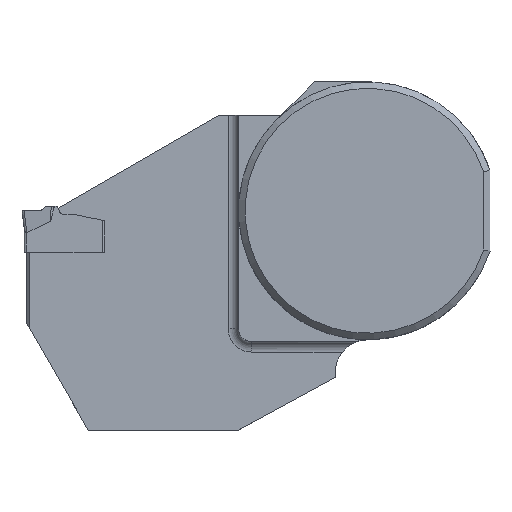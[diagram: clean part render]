
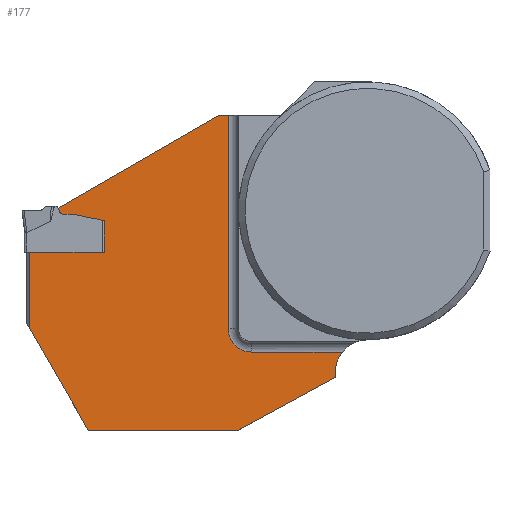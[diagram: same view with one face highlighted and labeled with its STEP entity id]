
A CAD part, top view. The second image highlights one B-rep face of the part: STEP entity #177.
In plain terms, the highlighted planar face has unit normal (0, 0, 1).
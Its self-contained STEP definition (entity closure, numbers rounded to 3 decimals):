
#177=ADVANCED_FACE('SF1',(#289),#228,.T.);
#228=PLANE('',#1486);
#289=FACE_OUTER_BOUND('',#356,.T.);
#356=EDGE_LOOP('',(#683,#684,#685,#686,#687,#688,#689,#690,#691,#692,#693,
#694,#695,#696,#697,#698,#699));
#391=CIRCLE('',#1465,5.);
#395=CIRCLE('',#1483,0.5);
#396=CIRCLE('',#1484,0.999);
#397=CIRCLE('',#1485,3.6);
#683=ORIENTED_EDGE('',*,*,#1054,.F.);
#684=ORIENTED_EDGE('',*,*,#1055,.F.);
#685=ORIENTED_EDGE('',*,*,#1056,.F.);
#686=ORIENTED_EDGE('',*,*,#1057,.F.);
#687=ORIENTED_EDGE('',*,*,#1058,.F.);
#688=ORIENTED_EDGE('',*,*,#1059,.F.);
#689=ORIENTED_EDGE('',*,*,#1060,.F.);
#690=ORIENTED_EDGE('',*,*,#1053,.T.);
#691=ORIENTED_EDGE('',*,*,#1005,.T.);
#692=ORIENTED_EDGE('',*,*,#1019,.T.);
#693=ORIENTED_EDGE('',*,*,#1011,.T.);
#694=ORIENTED_EDGE('',*,*,#1016,.T.);
#695=ORIENTED_EDGE('',*,*,#1042,.T.);
#696=ORIENTED_EDGE('',*,*,#1061,.T.);
#697=ORIENTED_EDGE('',*,*,#1062,.T.);
#698=ORIENTED_EDGE('',*,*,#1028,.T.);
#699=ORIENTED_EDGE('',*,*,#1063,.F.);
#856=VERTEX_POINT('',#2241);
#857=VERTEX_POINT('',#2243);
#862=VERTEX_POINT('',#2254);
#863=VERTEX_POINT('',#2256);
#866=VERTEX_POINT('',#2279);
#873=VERTEX_POINT('',#2301);
#874=VERTEX_POINT('',#2303);
#879=VERTEX_POINT('',#2333);
#885=VERTEX_POINT('',#2354);
#886=VERTEX_POINT('',#2358);
#887=VERTEX_POINT('',#2359);
#888=VERTEX_POINT('',#2361);
#889=VERTEX_POINT('',#2363);
#890=VERTEX_POINT('',#2365);
#891=VERTEX_POINT('',#2367);
#892=VERTEX_POINT('',#2369);
#893=VERTEX_POINT('',#2372);
#1005=EDGE_CURVE('',#857,#856,#1148,.T.);
#1011=EDGE_CURVE('',#863,#862,#1154,.T.);
#1016=EDGE_CURVE('',#862,#866,#391,.T.);
#1019=EDGE_CURVE('',#856,#863,#1158,.T.);
#1028=EDGE_CURVE('',#874,#873,#1167,.T.);
#1042=EDGE_CURVE('',#866,#879,#1177,.T.);
#1053=EDGE_CURVE('',#885,#857,#1188,.T.);
#1054=EDGE_CURVE('',#886,#887,#1189,.T.);
#1055=EDGE_CURVE('',#888,#886,#395,.T.);
#1056=EDGE_CURVE('',#889,#888,#1190,.T.);
#1057=EDGE_CURVE('',#890,#889,#396,.T.);
#1058=EDGE_CURVE('',#891,#890,#1191,.T.);
#1059=EDGE_CURVE('',#892,#891,#1192,.T.);
#1060=EDGE_CURVE('',#885,#892,#1193,.T.);
#1061=EDGE_CURVE('',#879,#893,#397,.T.);
#1062=EDGE_CURVE('',#893,#874,#1194,.T.);
#1063=EDGE_CURVE('',#887,#873,#1195,.T.);
#1148=LINE('',#2242,#1274);
#1154=LINE('',#2255,#1280);
#1158=LINE('',#2284,#1284);
#1167=LINE('',#2302,#1293);
#1177=LINE('',#2334,#1303);
#1188=LINE('',#2355,#1314);
#1189=LINE('',#2357,#1315);
#1190=LINE('',#2362,#1316);
#1191=LINE('',#2366,#1317);
#1192=LINE('',#2368,#1318);
#1193=LINE('',#2370,#1319);
#1194=LINE('',#2373,#1320);
#1195=LINE('',#2374,#1321);
#1274=VECTOR('',#1712,1.);
#1280=VECTOR('',#1720,1.);
#1284=VECTOR('',#1734,1.);
#1293=VECTOR('',#1747,1.);
#1303=VECTOR('',#1773,1.);
#1314=VECTOR('',#1792,1.);
#1315=VECTOR('',#1795,1.);
#1316=VECTOR('',#1798,1.);
#1317=VECTOR('',#1801,1.);
#1318=VECTOR('',#1802,1.);
#1319=VECTOR('',#1803,1.);
#1320=VECTOR('',#1806,1.);
#1321=VECTOR('',#1807,1.);
#1465=AXIS2_PLACEMENT_3D('',#2280,#1727,#1728);
#1483=AXIS2_PLACEMENT_3D('',#2360,#1796,#1797);
#1484=AXIS2_PLACEMENT_3D('',#2364,#1799,#1800);
#1485=AXIS2_PLACEMENT_3D('',#2371,#1804,#1805);
#1486=AXIS2_PLACEMENT_3D('',#2375,#1808,#1809);
#1712=DIRECTION('',(0.5,-0.866,0.));
#1720=DIRECTION('',(0.878,0.478,0.));
#1727=DIRECTION('',(0.,0.,-1.));
#1728=DIRECTION('',(1.,0.,0.));
#1734=DIRECTION('',(1.,0.,0.));
#1747=DIRECTION('',(-1.,0.,0.));
#1773=DIRECTION('',(-1.,0.,0.));
#1792=DIRECTION('',(0.,-1.,0.));
#1795=DIRECTION('',(-0.342,0.94,0.));
#1796=DIRECTION('',(0.,0.,-1.));
#1797=DIRECTION('',(1.,0.,0.));
#1798=DIRECTION('',(-1.,0.,0.));
#1799=DIRECTION('',(0.,0.,1.));
#1800=DIRECTION('',(1.,0.,0.));
#1801=DIRECTION('',(-0.978,0.208,0.));
#1802=DIRECTION('',(0.,1.,0.));
#1803=DIRECTION('',(1.,0.,0.));
#1804=DIRECTION('',(0.,0.,-1.));
#1805=DIRECTION('',(1.,0.,0.));
#1806=DIRECTION('',(0.,1.,0.));
#1807=DIRECTION('',(0.866,0.5,0.));
#1808=DIRECTION('',(0.,0.,1.));
#1809=DIRECTION('',(1.,0.,0.));
#2241=CARTESIAN_POINT('',(-43.316,-34.,-10.325));
#2242=CARTESIAN_POINT('',(-43.316,-34.,-10.325));
#2243=CARTESIAN_POINT('',(-52.4,-18.266,-10.325));
#2254=CARTESIAN_POINT('',(-4.936,-25.8,-10.325));
#2255=CARTESIAN_POINT('',(-4.936,-25.8,-10.325));
#2256=CARTESIAN_POINT('',(-20.,-34.,-10.325));
#2279=CARTESIAN_POINT('',(-3.923,-21.9,-10.325));
#2280=CARTESIAN_POINT('',(0.,-25.,-10.325));
#2284=CARTESIAN_POINT('',(-20.,-34.,-10.325));
#2301=CARTESIAN_POINT('',(-23.115,14.8,-10.325));
#2302=CARTESIAN_POINT('',(-53.6,14.8,-10.325));
#2303=CARTESIAN_POINT('',(-21.6,14.8,-10.325));
#2333=CARTESIAN_POINT('',(-18.,-21.9,-10.325));
#2334=CARTESIAN_POINT('',(19.,-21.9,-10.325));
#2354=CARTESIAN_POINT('',(-52.4,-6.43,-10.325));
#2355=CARTESIAN_POINT('',(-52.4,-35.,-10.325));
#2357=CARTESIAN_POINT('',(-37.118,-29.438,-10.325));
#2358=CARTESIAN_POINT('',(-47.775,-0.159,-10.325));
#2359=CARTESIAN_POINT('',(-47.992,0.437,-10.325));
#2360=CARTESIAN_POINT('',(-47.305,0.012,-10.325));
#2361=CARTESIAN_POINT('',(-47.305,-0.488,-10.325));
#2362=CARTESIAN_POINT('',(-52.4,-0.488,-10.325));
#2363=CARTESIAN_POINT('',(-45.791,-0.488,-10.325));
#2364=CARTESIAN_POINT('',(-45.791,-1.487,-10.325));
#2365=CARTESIAN_POINT('',(-45.584,-0.51,-10.325));
#2366=CARTESIAN_POINT('',(-45.096,-0.613,-10.325));
#2367=CARTESIAN_POINT('',(-40.85,-1.515,-10.325));
#2368=CARTESIAN_POINT('',(-40.85,-35.,-10.325));
#2369=CARTESIAN_POINT('',(-40.85,-6.43,-10.325));
#2370=CARTESIAN_POINT('',(-52.4,-6.43,-10.325));
#2371=CARTESIAN_POINT('',(-18.,-18.3,-10.325));
#2372=CARTESIAN_POINT('',(-21.6,-18.3,-10.325));
#2373=CARTESIAN_POINT('',(-21.6,-35.,-10.325));
#2374=CARTESIAN_POINT('',(-66.643,-10.331,-10.325));
#2375=CARTESIAN_POINT('',(-52.4,-35.,-10.325));
